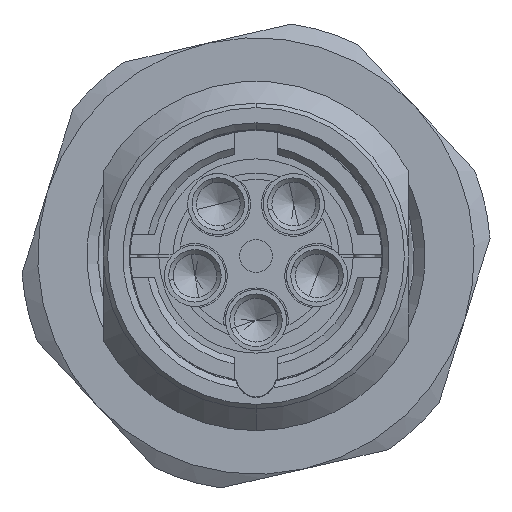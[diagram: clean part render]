
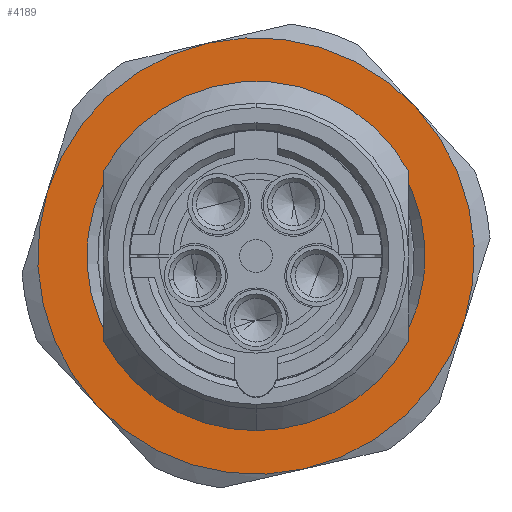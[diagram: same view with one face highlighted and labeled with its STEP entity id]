
A CAD part, front view. The second image highlights one B-rep face of the part: STEP entity #4189.
In plain terms, the highlighted planar face has unit normal (0, -1, 0).
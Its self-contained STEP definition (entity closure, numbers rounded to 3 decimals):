
#205 = EDGE_LOOP ( 'NONE', ( #16595, #1869, #4121, #5751, #15653, #5610 ) ) ;
#1097 = CIRCLE ( 'NONE', #15655, 10. ) ;
#1309 = VERTEX_POINT ( 'NONE', #8991 ) ;
#1311 = DIRECTION ( 'NONE',  ( 0., 1., 0. ) ) ;
#1437 = EDGE_CURVE ( 'NONE', #5975, #8689, #14740, .T. ) ;
#1655 = EDGE_CURVE ( 'NONE', #1309, #14353, #10005, .T. ) ;
#1800 = CARTESIAN_POINT ( 'NONE',  ( -7.334, -2., -6.798 ) ) ;
#1869 = ORIENTED_EDGE ( 'NONE', *, *, #11019, .F. ) ;
#2497 = DIRECTION ( 'NONE',  ( 0., 1., 0. ) ) ;
#3071 = EDGE_CURVE ( 'NONE', #4169, #13871, #6654, .T. ) ;
#3203 = AXIS2_PLACEMENT_3D ( 'NONE', #12819, #12610, #12574 ) ;
#3353 = CARTESIAN_POINT ( 'NONE',  ( 0., -2., 0. ) ) ;
#3699 = DIRECTION ( 'NONE',  ( -0.222, 0., 0.975 ) ) ;
#3759 = DIRECTION ( 'NONE',  ( 0., 1., 0. ) ) ;
#3817 = CARTESIAN_POINT ( 'NONE',  ( 0., -2., 0. ) ) ;
#4121 = ORIENTED_EDGE ( 'NONE', *, *, #6764, .F. ) ;
#4169 = VERTEX_POINT ( 'NONE', #13241 ) ;
#4189 = ADVANCED_FACE ( 'NONE', ( #14583, #4582 ), #12627, .F. ) ;
#4435 = CARTESIAN_POINT ( 'NONE',  ( -2.22, -2., 9.75 ) ) ;
#4582 = FACE_BOUND ( 'NONE', #14019, .T. ) ;
#4646 = DIRECTION ( 'NONE',  ( -0.975, 0., -0.222 ) ) ;
#4753 = CARTESIAN_POINT ( 'NONE',  ( 7.334, -2., 6.798 ) ) ;
#4822 = DIRECTION ( 'NONE',  ( 0., 1., 0. ) ) ;
#5244 = AXIS2_PLACEMENT_3D ( 'NONE', #13305, #13272, #13252 ) ;
#5610 = ORIENTED_EDGE ( 'NONE', *, *, #10344, .F. ) ;
#5751 = ORIENTED_EDGE ( 'NONE', *, *, #1655, .F. ) ;
#5867 = ORIENTED_EDGE ( 'NONE', *, *, #6635, .F. ) ;
#5975 = VERTEX_POINT ( 'NONE', #7042 ) ;
#6535 = CIRCLE ( 'NONE', #6882, 7.75 ) ;
#6635 = EDGE_CURVE ( 'NONE', #13871, #4169, #6535, .T. ) ;
#6654 = CIRCLE ( 'NONE', #5244, 7.75 ) ;
#6759 = AXIS2_PLACEMENT_3D ( 'NONE', #16180, #11408, #14697 ) ;
#6764 = EDGE_CURVE ( 'NONE', #14353, #15261, #1097, .T. ) ;
#6799 = VERTEX_POINT ( 'NONE', #4753 ) ;
#6806 = DIRECTION ( 'NONE',  ( 0., -1., 0. ) ) ;
#6882 = AXIS2_PLACEMENT_3D ( 'NONE', #14645, #6806, #15947 ) ;
#7042 = CARTESIAN_POINT ( 'NONE',  ( -9.554, -2., 2.952 ) ) ;
#7543 = CARTESIAN_POINT ( 'NONE',  ( 1.721, -2., -7.557 ) ) ;
#8689 = VERTEX_POINT ( 'NONE', #4435 ) ;
#8972 = ORIENTED_EDGE ( 'NONE', *, *, #3071, .F. ) ;
#8991 = CARTESIAN_POINT ( 'NONE',  ( 9.554, -2., -2.952 ) ) ;
#9009 = CARTESIAN_POINT ( 'NONE',  ( 0., -2., 0. ) ) ;
#9700 = AXIS2_PLACEMENT_3D ( 'NONE', #3817, #3759, #3699 ) ;
#10005 = CIRCLE ( 'NONE', #6759, 10. ) ;
#10271 = CARTESIAN_POINT ( 'NONE',  ( 0., -2., 0. ) ) ;
#10344 = EDGE_CURVE ( 'NONE', #8689, #6799, #13643, .T. ) ;
#10355 = DIRECTION ( 'NONE',  ( -0.222, 0., 0.975 ) ) ;
#10954 = AXIS2_PLACEMENT_3D ( 'NONE', #12622, #4822, #13964 ) ;
#11019 = EDGE_CURVE ( 'NONE', #15261, #5975, #15044, .T. ) ;
#11408 = DIRECTION ( 'NONE',  ( 0., 1., 0. ) ) ;
#11561 = AXIS2_PLACEMENT_3D ( 'NONE', #10271, #2497, #11585 ) ;
#11585 = DIRECTION ( 'NONE',  ( -0.975, 0., -0.222 ) ) ;
#11747 = AXIS2_PLACEMENT_3D ( 'NONE', #9009, #1311, #10355 ) ;
#11899 = CIRCLE ( 'NONE', #11561, 10. ) ;
#12444 = DIRECTION ( 'NONE',  ( 0., 1., 0. ) ) ;
#12574 = DIRECTION ( 'NONE',  ( -0.222, 0., 0.975 ) ) ;
#12610 = DIRECTION ( 'NONE',  ( 0., 1., 0. ) ) ;
#12622 = CARTESIAN_POINT ( 'NONE',  ( 0., -2., 0. ) ) ;
#12627 = PLANE ( 'NONE',  #3203 ) ;
#12819 = CARTESIAN_POINT ( 'NONE',  ( 0., -2., 0. ) ) ;
#13241 = CARTESIAN_POINT ( 'NONE',  ( -1.721, -2., 7.557 ) ) ;
#13252 = DIRECTION ( 'NONE',  ( 0.222, 0., -0.975 ) ) ;
#13272 = DIRECTION ( 'NONE',  ( 0., -1., 0. ) ) ;
#13305 = CARTESIAN_POINT ( 'NONE',  ( 0., -2., 0. ) ) ;
#13643 = CIRCLE ( 'NONE', #10954, 10. ) ;
#13871 = VERTEX_POINT ( 'NONE', #7543 ) ;
#13917 = EDGE_CURVE ( 'NONE', #6799, #1309, #11899, .T. ) ;
#13964 = DIRECTION ( 'NONE',  ( -0.975, 0., -0.222 ) ) ;
#14019 = EDGE_LOOP ( 'NONE', ( #5867, #8972 ) ) ;
#14353 = VERTEX_POINT ( 'NONE', #16837 ) ;
#14583 = FACE_OUTER_BOUND ( 'NONE', #205, .T. ) ;
#14645 = CARTESIAN_POINT ( 'NONE',  ( 0., -2., 0. ) ) ;
#14697 = DIRECTION ( 'NONE',  ( -0.222, 0., 0.975 ) ) ;
#14740 = CIRCLE ( 'NONE', #9700, 10. ) ;
#15044 = CIRCLE ( 'NONE', #11747, 10. ) ;
#15261 = VERTEX_POINT ( 'NONE', #1800 ) ;
#15653 = ORIENTED_EDGE ( 'NONE', *, *, #13917, .F. ) ;
#15655 = AXIS2_PLACEMENT_3D ( 'NONE', #3353, #12444, #4646 ) ;
#15947 = DIRECTION ( 'NONE',  ( 0.222, 0., -0.975 ) ) ;
#16180 = CARTESIAN_POINT ( 'NONE',  ( 0., -2., 0. ) ) ;
#16595 = ORIENTED_EDGE ( 'NONE', *, *, #1437, .F. ) ;
#16837 = CARTESIAN_POINT ( 'NONE',  ( 2.22, -2., -9.75 ) ) ;
